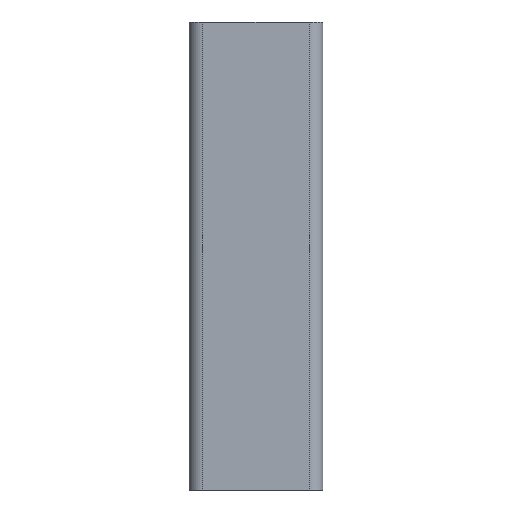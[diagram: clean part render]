
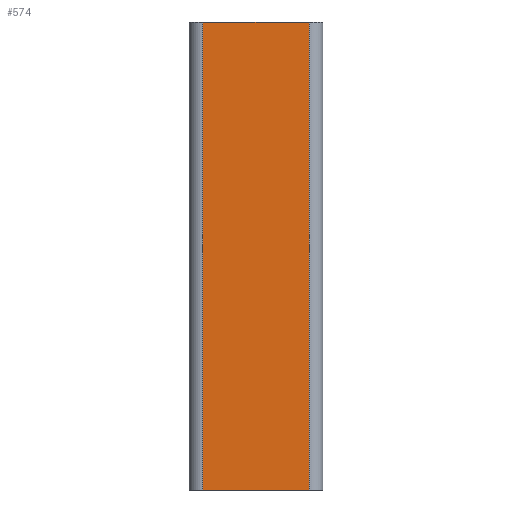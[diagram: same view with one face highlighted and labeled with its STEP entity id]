
A CAD part, front view. The second image highlights one B-rep face of the part: STEP entity #574.
In plain terms, the highlighted planar face has unit normal (0, -1, 0).
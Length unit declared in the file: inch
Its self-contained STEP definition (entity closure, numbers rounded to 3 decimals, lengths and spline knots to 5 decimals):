
#50 = EDGE_CURVE ( 'NONE', #113, #790, #1556, .T. ) ;
#113 = VERTEX_POINT ( 'NONE', #497 ) ;
#165 = CARTESIAN_POINT ( 'NONE',  ( 0.4, -0.5, -3.5 ) ) ;
#192 = LINE ( 'NONE', #776, #1604 ) ;
#197 = ORIENTED_EDGE ( 'NONE', *, *, #532, .F. ) ;
#372 = EDGE_CURVE ( 'NONE', #840, #790, #692, .T. ) ;
#437 = VECTOR ( 'NONE', #1861, 39.37008 ) ;
#472 = DIRECTION ( 'NONE',  ( 0., -1., 0. ) ) ;
#475 = ORIENTED_EDGE ( 'NONE', *, *, #372, .F. ) ;
#497 = CARTESIAN_POINT ( 'NONE',  ( 0.4, -0.5, -3.5 ) ) ;
#532 = EDGE_CURVE ( 'NONE', #113, #534, #1455, .T. ) ;
#534 = VERTEX_POINT ( 'NONE', #1321 ) ;
#540 = AXIS2_PLACEMENT_3D ( 'NONE', #1760, #472, #1050 ) ;
#574 = ADVANCED_FACE ( 'NONE', ( #615 ), #1187, .T. ) ;
#615 = FACE_OUTER_BOUND ( 'NONE', #1419, .T. ) ;
#677 = ORIENTED_EDGE ( 'NONE', *, *, #1094, .F. ) ;
#692 = LINE ( 'NONE', #1393, #1141 ) ;
#751 = DIRECTION ( 'NONE',  ( -1., 0., 0. ) ) ;
#776 = CARTESIAN_POINT ( 'NONE',  ( -0.4, -0.5, -1. ) ) ;
#790 = VERTEX_POINT ( 'NONE', #1389 ) ;
#840 = VERTEX_POINT ( 'NONE', #985 ) ;
#845 = CARTESIAN_POINT ( 'NONE',  ( 0.4, -0.5, -1. ) ) ;
#969 = DIRECTION ( 'NONE',  ( 1., 0., 0. ) ) ;
#985 = CARTESIAN_POINT ( 'NONE',  ( -0.4, -0.5, 0. ) ) ;
#1050 = DIRECTION ( 'NONE',  ( 1., 0., 0. ) ) ;
#1094 = EDGE_CURVE ( 'NONE', #534, #840, #192, .T. ) ;
#1112 = VECTOR ( 'NONE', #751, 39.37008 ) ;
#1141 = VECTOR ( 'NONE', #969, 39.37008 ) ;
#1187 = PLANE ( 'NONE',  #540 ) ;
#1321 = CARTESIAN_POINT ( 'NONE',  ( -0.4, -0.5, -3.5 ) ) ;
#1347 = DIRECTION ( 'NONE',  ( 0., 0., 1. ) ) ;
#1389 = CARTESIAN_POINT ( 'NONE',  ( 0.4, -0.5, 0. ) ) ;
#1393 = CARTESIAN_POINT ( 'NONE',  ( 0.4, -0.5, 0. ) ) ;
#1419 = EDGE_LOOP ( 'NONE', ( #475, #677, #197, #1661 ) ) ;
#1455 = LINE ( 'NONE', #165, #1112 ) ;
#1556 = LINE ( 'NONE', #845, #437 ) ;
#1604 = VECTOR ( 'NONE', #1347, 39.37008 ) ;
#1661 = ORIENTED_EDGE ( 'NONE', *, *, #50, .T. ) ;
#1760 = CARTESIAN_POINT ( 'NONE',  ( 0.4, -0.5, -1. ) ) ;
#1861 = DIRECTION ( 'NONE',  ( 0., 0., 1. ) ) ;
